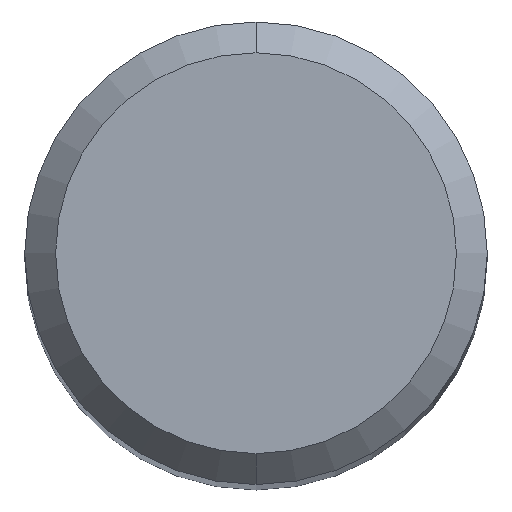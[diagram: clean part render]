
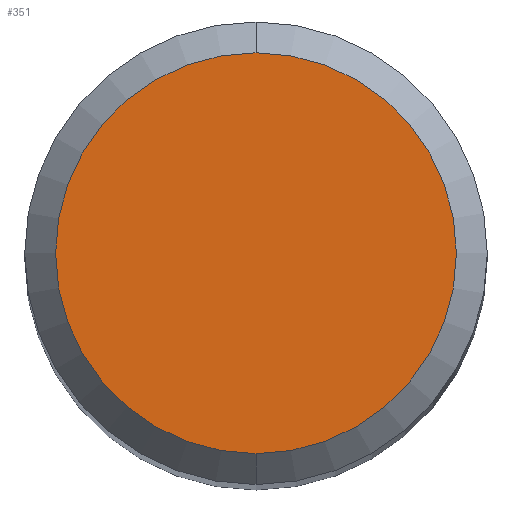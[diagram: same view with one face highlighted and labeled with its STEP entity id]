
A CAD part, top view. The second image highlights one B-rep face of the part: STEP entity #351.
In plain terms, the highlighted planar face has unit normal (0, 0, 1).
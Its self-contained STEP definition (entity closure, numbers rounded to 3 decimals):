
#175=EDGE_CURVE('',#289,#407,#467,.T.);
#289=VERTEX_POINT('',#592);
#351=ADVANCED_FACE('',(#660),#661,.T.);
#405=EDGE_CURVE('',#407,#289,#721,.T.);
#407=VERTEX_POINT('',#723);
#467=CIRCLE('',#780,2.6);
#592=CARTESIAN_POINT('',(0.0,2.6,40.047));
#660=FACE_OUTER_BOUND('',#1231,.T.);
#661=PLANE('',#1232);
#721=CIRCLE('',#1333,2.6);
#723=CARTESIAN_POINT('',(0.,-2.6,40.047));
#780=AXIS2_PLACEMENT_3D('',#1417,#1418,#1419);
#1231=EDGE_LOOP('',(#1631,#1632));
#1232=AXIS2_PLACEMENT_3D('',#1633,#1634,#1635);
#1333=AXIS2_PLACEMENT_3D('',#1698,#1699,#1700);
#1417=CARTESIAN_POINT('',(0.0,0.0,40.047));
#1418=DIRECTION('',(0.0,0.0,-1.0));
#1419=DIRECTION('',(0.0,1.0,0.0));
#1631=ORIENTED_EDGE('',*,*,#175,.F.);
#1632=ORIENTED_EDGE('',*,*,#405,.F.);
#1633=CARTESIAN_POINT('',(0.0,1.3,40.047));
#1634=DIRECTION('',(-0.0,0.0,1.0));
#1635=DIRECTION('',(0.0,-1.0,0.0));
#1698=CARTESIAN_POINT('',(0.0,0.0,40.047));
#1699=DIRECTION('',(0.0,0.0,-1.0));
#1700=DIRECTION('',(0.0,1.0,0.0));
